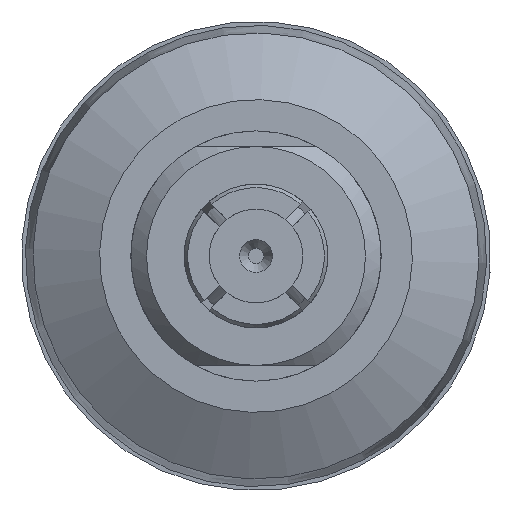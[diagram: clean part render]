
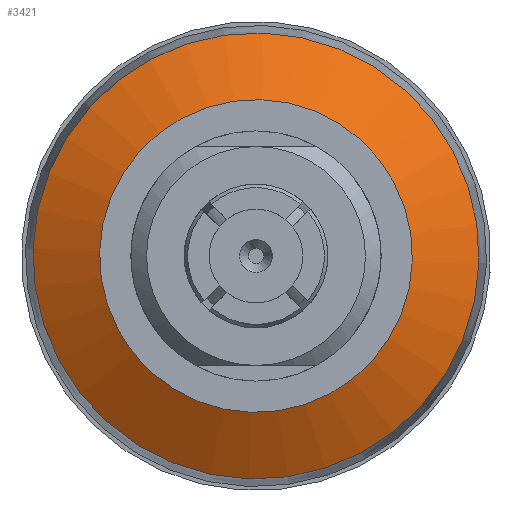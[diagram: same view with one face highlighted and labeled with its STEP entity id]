
A CAD part, left-side view. The second image highlights one B-rep face of the part: STEP entity #3421.
In plain terms, the highlighted conical face has half-angle 60 degrees and reference radius 12.133 mm.
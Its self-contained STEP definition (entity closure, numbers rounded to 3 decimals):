
#362=FACE_OUTER_BOUND('',#568,.T.);
#568=EDGE_LOOP('',(#2445,#2446,#2447,#2448));
#760=LINE('',#5398,#942);
#942=VECTOR('',#4375,12.133);
#1129=CIRCLE('',#3709,10.);
#1136=CIRCLE('',#3721,14.266);
#1374=VERTEX_POINT('',#5373);
#1381=VERTEX_POINT('',#5394);
#1754=EDGE_CURVE('',#1374,#1374,#1129,.T.);
#1764=EDGE_CURVE('',#1381,#1381,#1136,.T.);
#1765=EDGE_CURVE('',#1381,#1374,#760,.T.);
#2445=ORIENTED_EDGE('',*,*,#1764,.F.);
#2446=ORIENTED_EDGE('',*,*,#1765,.T.);
#2447=ORIENTED_EDGE('',*,*,#1754,.T.);
#2448=ORIENTED_EDGE('',*,*,#1765,.F.);
#3113=CONICAL_SURFACE('',#3722,12.133,1.047);
#3421=ADVANCED_FACE('',(#362),#3113,.T.);
#3709=AXIS2_PLACEMENT_3D('',#5374,#4344,#4345);
#3721=AXIS2_PLACEMENT_3D('',#5396,#4371,#4372);
#3722=AXIS2_PLACEMENT_3D('',#5397,#4373,#4374);
#4344=DIRECTION('center_axis',(1.,0.,0.));
#4345=DIRECTION('ref_axis',(0.,-0.527,0.85));
#4371=DIRECTION('center_axis',(1.,0.,0.));
#4372=DIRECTION('ref_axis',(0.,-0.527,0.85));
#4373=DIRECTION('center_axis',(1.,0.,0.));
#4374=DIRECTION('ref_axis',(0.,-0.527,0.85));
#4375=DIRECTION('',(-0.5,-0.457,0.736));
#5373=CARTESIAN_POINT('',(-82.53,5.274,-8.496));
#5374=CARTESIAN_POINT('Origin',(-82.53,0.,
0.));
#5394=CARTESIAN_POINT('',(-80.067,7.524,-12.12));
#5396=CARTESIAN_POINT('Origin',(-80.067,0.,
0.));
#5397=CARTESIAN_POINT('Origin',(-81.299,0.,
0.));
#5398=CARTESIAN_POINT('',(-81.299,6.399,-10.308));
